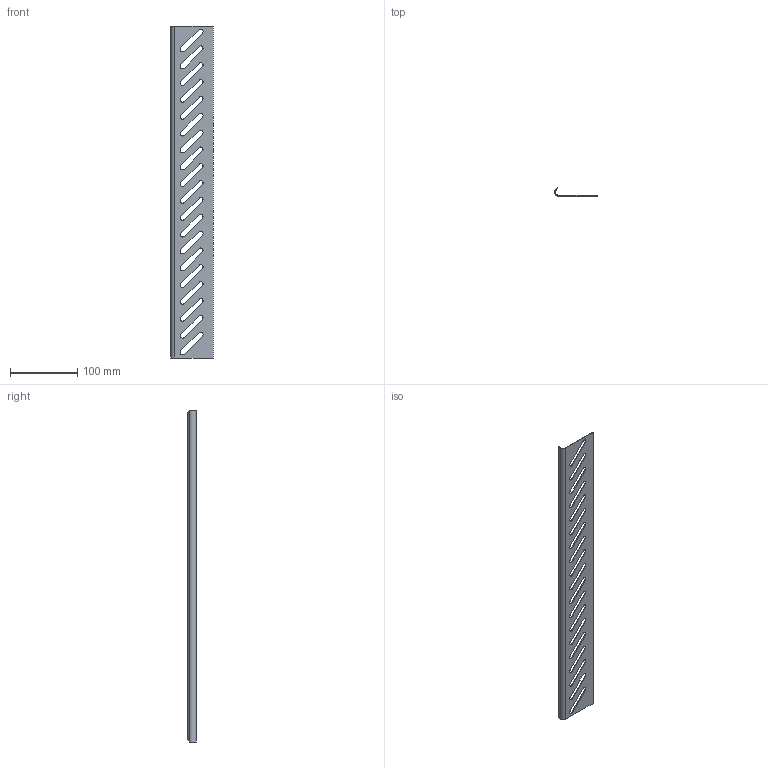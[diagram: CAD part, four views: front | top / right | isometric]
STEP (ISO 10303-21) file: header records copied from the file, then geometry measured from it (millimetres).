
FILE_DESCRIPTION((''),'2;1');
FILE_NAME('7083505','2013-02-06T',('AndreasKeweloh'),(''),'PRO/ENGINEER BY PARAMETRIC TECHNOLOGY CORPORATION, 2012360','PRO/ENGINEER BY PARAMETRIC TECHNOLOGY CORPORATION, 2012360','');
FILE_SCHEMA(('CONFIG_CONTROL_DESIGN'));
Length unit declared in the file: millimetre
Products named in the file (1): 7083505
Bounding box: 62.99 x 12.5 x 493 mm (x, y, z)
Volume: 30269.5 mm3; surface area: 63529.5 mm2
Topology: 1 solids, 1 shells, 91 faces, 263 edges, 174 vertices
Faces by surface type: plane 50, cylinder 41
Entity records: 3121 total; most frequent: CARTESIAN_POINT 528, DIRECTION 527, ORIENTED_EDGE 526, EDGE_CURVE 263, VECTOR 181, LINE 181, VERTEX_POINT 174, AXIS2_PLACEMENT_3D 173
